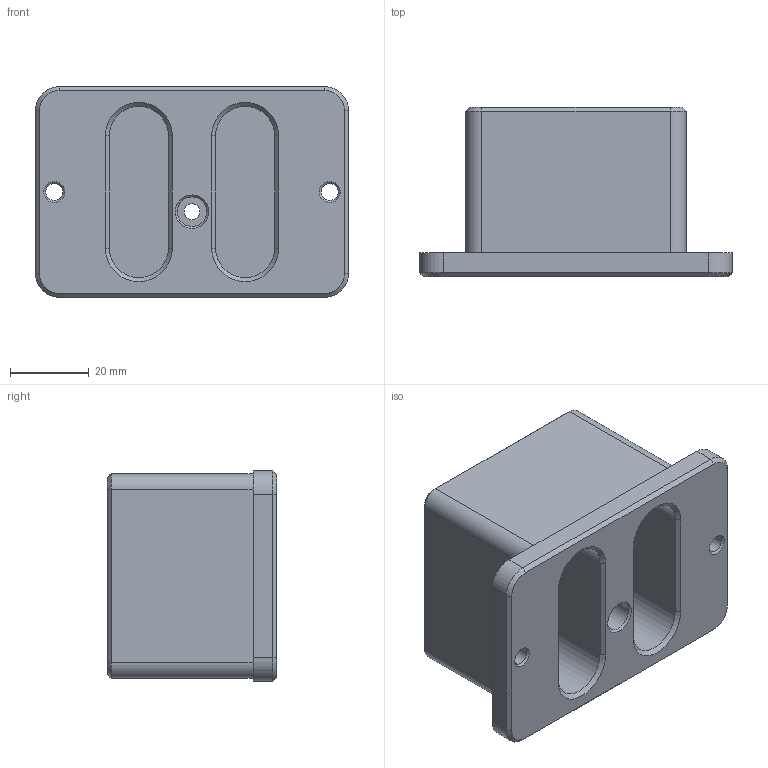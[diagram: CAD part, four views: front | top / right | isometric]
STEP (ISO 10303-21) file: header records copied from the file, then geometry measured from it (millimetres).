
FILE_DESCRIPTION(/* description */ ('Unknown'),/* implementation_level */ '2;1');
FILE_NAME(/* name */ 'OpenFrame - Cube Insert',/* time_stamp */ '2023-06-19T15:27:28+01:00',/* author */ ('Unknown'),/* organization */ ('Unknown'),/* preprocessor_version */ 'ST-DEVELOPER v16.7',/* originating_system */ 'Solid Edge',/* authorisation */ 'Unknown');
FILE_SCHEMA (('AUTOMOTIVE_DESIGN {1 0 10303 214 3 1 1}'));
Length unit declared in the file: millimetre
Products named in the file (1): OpenFrame - Cube Insert
Bounding box: 79.5 x 43 x 53.5 mm (x, y, z)
Volume: 84841.5 mm3; surface area: 26492.7 mm2
Topology: 1 solids, 1 shells, 100 faces, 209 edges, 131 vertices
Faces by surface type: plane 50, cylinder 35, cone 15
Full cylindrical faces by diameter (mm): 2.459 x6, 3 x4, 4 x5, 4.3 x2, 7.5 x1, 11.05 x1
Entity records: 3266 total; most frequent: DIRECTION 472, CARTESIAN_POINT 415, ORIENTED_EDGE 370, AXIS2_PLACEMENT_3D 186, EDGE_CURVE 185, EDGE_LOOP 148, FACE_BOUND 148, VERTEX_POINT 129
